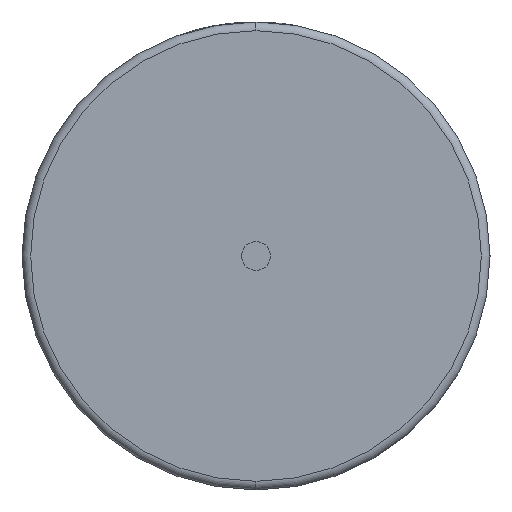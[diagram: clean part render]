
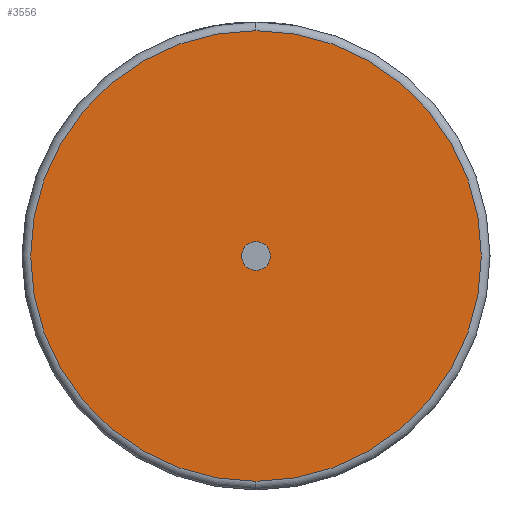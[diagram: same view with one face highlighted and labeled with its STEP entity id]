
A CAD part, left-side view. The second image highlights one B-rep face of the part: STEP entity #3556.
In plain terms, the highlighted planar face has unit normal (-1, 0, 0).
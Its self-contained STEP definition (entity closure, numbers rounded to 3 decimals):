
#55 = CARTESIAN_POINT ( 'NONE',  ( 0., 0., 0. ) ) ;
#69 = DIRECTION ( 'NONE',  ( -1., 0., 0. ) ) ;
#437 = DIRECTION ( 'NONE',  ( -1., 0., 0. ) ) ;
#604 = VERTEX_POINT ( 'NONE', #3175 ) ;
#616 = EDGE_CURVE ( 'NONE', #1263, #4346, #2013, .T. ) ;
#790 = DIRECTION ( 'NONE',  ( 0., 0., -1. ) ) ;
#994 = ORIENTED_EDGE ( 'NONE', *, *, #2413, .T. ) ;
#1001 = DIRECTION ( 'NONE',  ( 0., 0., -1. ) ) ;
#1050 = CIRCLE ( 'NONE', #2476, 6.5 ) ;
#1256 = ORIENTED_EDGE ( 'NONE', *, *, #4331, .T. ) ;
#1263 = VERTEX_POINT ( 'NONE', #1771 ) ;
#1324 = PLANE ( 'NONE',  #4710 ) ;
#1345 = CARTESIAN_POINT ( 'NONE',  ( 0., 0., -6.5 ) ) ;
#1348 = EDGE_LOOP ( 'NONE', ( #1532, #1701 ) ) ;
#1532 = ORIENTED_EDGE ( 'NONE', *, *, #616, .F. ) ;
#1664 = CIRCLE ( 'NONE', #2847, 6.5 ) ;
#1701 = ORIENTED_EDGE ( 'NONE', *, *, #4047, .F. ) ;
#1771 = CARTESIAN_POINT ( 'NONE',  ( 0., 0., -0.415 ) ) ;
#2013 = CIRCLE ( 'NONE', #3540, 0.415 ) ;
#2066 = FACE_OUTER_BOUND ( 'NONE', #2278, .T. ) ;
#2088 = DIRECTION ( 'NONE',  ( -1., 0., 0. ) ) ;
#2137 = DIRECTION ( 'NONE',  ( 0., 0., -1. ) ) ;
#2182 = CARTESIAN_POINT ( 'NONE',  ( 0., 0., 0. ) ) ;
#2278 = EDGE_LOOP ( 'NONE', ( #1256, #994 ) ) ;
#2413 = EDGE_CURVE ( 'NONE', #604, #3541, #1664, .T. ) ;
#2476 = AXIS2_PLACEMENT_3D ( 'NONE', #3549, #2088, #1001 ) ;
#2629 = CARTESIAN_POINT ( 'NONE',  ( 0., 0., 0. ) ) ;
#2774 = DIRECTION ( 'NONE',  ( 1., 0., 0. ) ) ;
#2847 = AXIS2_PLACEMENT_3D ( 'NONE', #2629, #437, #790 ) ;
#3158 = AXIS2_PLACEMENT_3D ( 'NONE', #55, #69, #4169 ) ;
#3175 = CARTESIAN_POINT ( 'NONE',  ( 0., 0., 6.5 ) ) ;
#3512 = DIRECTION ( 'NONE',  ( 0., 0., -1. ) ) ;
#3540 = AXIS2_PLACEMENT_3D ( 'NONE', #2182, #3975, #2137 ) ;
#3541 = VERTEX_POINT ( 'NONE', #1345 ) ;
#3549 = CARTESIAN_POINT ( 'NONE',  ( 0., 0., 0. ) ) ;
#3556 = ADVANCED_FACE ( 'NONE', ( #2066, #3964 ), #1324, .F. ) ;
#3914 = CARTESIAN_POINT ( 'NONE',  ( 0., 0., 0.415 ) ) ;
#3964 = FACE_BOUND ( 'NONE', #1348, .T. ) ;
#3975 = DIRECTION ( 'NONE',  ( -1., 0., 0. ) ) ;
#4047 = EDGE_CURVE ( 'NONE', #4346, #1263, #4692, .T. ) ;
#4169 = DIRECTION ( 'NONE',  ( 0., 0., -1. ) ) ;
#4331 = EDGE_CURVE ( 'NONE', #3541, #604, #1050, .T. ) ;
#4346 = VERTEX_POINT ( 'NONE', #3914 ) ;
#4597 = CARTESIAN_POINT ( 'NONE',  ( 0., 0., 0. ) ) ;
#4692 = CIRCLE ( 'NONE', #3158, 0.415 ) ;
#4710 = AXIS2_PLACEMENT_3D ( 'NONE', #4597, #2774, #3512 ) ;
